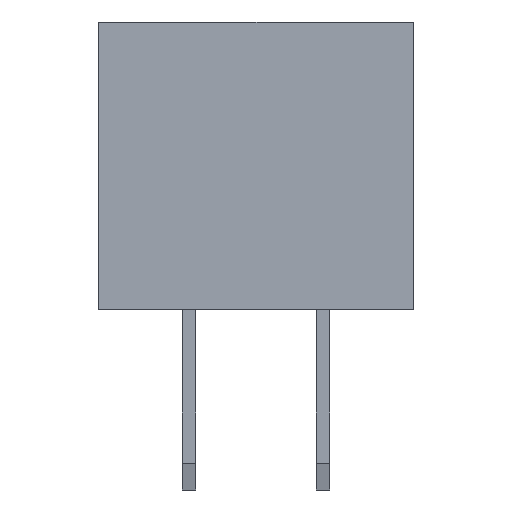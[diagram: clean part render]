
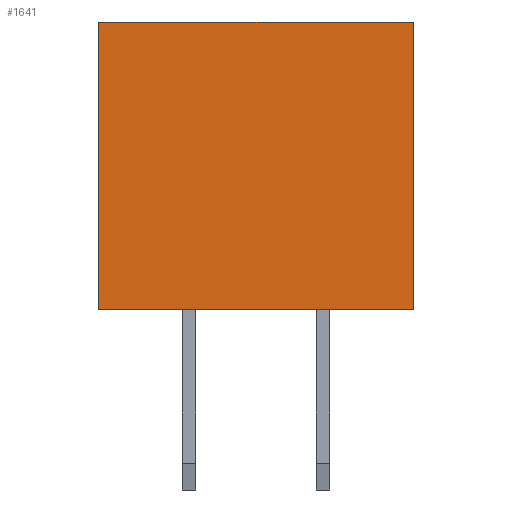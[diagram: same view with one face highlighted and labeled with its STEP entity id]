
A CAD part, left-side view. The second image highlights one B-rep face of the part: STEP entity #1641.
In plain terms, the highlighted planar face has unit normal (-1, 0, 0).
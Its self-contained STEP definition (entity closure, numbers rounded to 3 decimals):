
#54 = CARTESIAN_POINT ( 'NONE',  ( -10.3, -2.35, 4.3 ) ) ;
#223 = DIRECTION ( 'NONE',  ( 0., 0., -1. ) ) ;
#904 = CARTESIAN_POINT ( 'NONE',  ( -10.3, -2.35, 4.3 ) ) ;
#1114 = EDGE_LOOP ( 'NONE', ( #10742, #4268, #3258, #3646 ) ) ;
#1476 = CARTESIAN_POINT ( 'NONE',  ( -10.3, 2.35, 0. ) ) ;
#1641 = ADVANCED_FACE ( 'NONE', ( #1878 ), #3730, .F. ) ;
#1696 = DIRECTION ( 'NONE',  ( 0., -1., 0. ) ) ;
#1878 = FACE_OUTER_BOUND ( 'NONE', #1114, .T. ) ;
#1935 = DIRECTION ( 'NONE',  ( 1., 0., 0. ) ) ;
#1951 = VERTEX_POINT ( 'NONE', #904 ) ;
#2126 = VERTEX_POINT ( 'NONE', #1476 ) ;
#2477 = EDGE_CURVE ( 'NONE', #2126, #4297, #8890, .T. ) ;
#2543 = VERTEX_POINT ( 'NONE', #8408 ) ;
#3258 = ORIENTED_EDGE ( 'NONE', *, *, #7245, .F. ) ;
#3299 = LINE ( 'NONE', #7856, #8445 ) ;
#3646 = ORIENTED_EDGE ( 'NONE', *, *, #10378, .T. ) ;
#3730 = PLANE ( 'NONE',  #11222 ) ;
#4268 = ORIENTED_EDGE ( 'NONE', *, *, #9362, .F. ) ;
#4297 = VERTEX_POINT ( 'NONE', #4349 ) ;
#4349 = CARTESIAN_POINT ( 'NONE',  ( -10.3, -2.35, 0. ) ) ;
#4810 = LINE ( 'NONE', #54, #8355 ) ;
#5366 = LINE ( 'NONE', #7174, #11232 ) ;
#7174 = CARTESIAN_POINT ( 'NONE',  ( -10.3, 2.35, 4.3 ) ) ;
#7245 = EDGE_CURVE ( 'NONE', #2543, #1951, #3299, .T. ) ;
#7856 = CARTESIAN_POINT ( 'NONE',  ( -10.3, 2.35, 4.3 ) ) ;
#8110 = CARTESIAN_POINT ( 'NONE',  ( -10.3, 2.35, 0. ) ) ;
#8236 = DIRECTION ( 'NONE',  ( 0., 1., 0. ) ) ;
#8355 = VECTOR ( 'NONE', #223, 1000. ) ;
#8408 = CARTESIAN_POINT ( 'NONE',  ( -10.3, 2.35, 4.3 ) ) ;
#8445 = VECTOR ( 'NONE', #1696, 1000. ) ;
#8890 = LINE ( 'NONE', #8110, #11246 ) ;
#9362 = EDGE_CURVE ( 'NONE', #1951, #4297, #4810, .T. ) ;
#10378 = EDGE_CURVE ( 'NONE', #2543, #2126, #5366, .T. ) ;
#10742 = ORIENTED_EDGE ( 'NONE', *, *, #2477, .T. ) ;
#10876 = DIRECTION ( 'NONE',  ( 0., -1., 0. ) ) ;
#11212 = CARTESIAN_POINT ( 'NONE',  ( -10.3, 2.35, 4.3 ) ) ;
#11222 = AXIS2_PLACEMENT_3D ( 'NONE', #11212, #1935, #8236 ) ;
#11232 = VECTOR ( 'NONE', #11792, 1000. ) ;
#11246 = VECTOR ( 'NONE', #10876, 1000. ) ;
#11792 = DIRECTION ( 'NONE',  ( 0., 0., -1. ) ) ;
